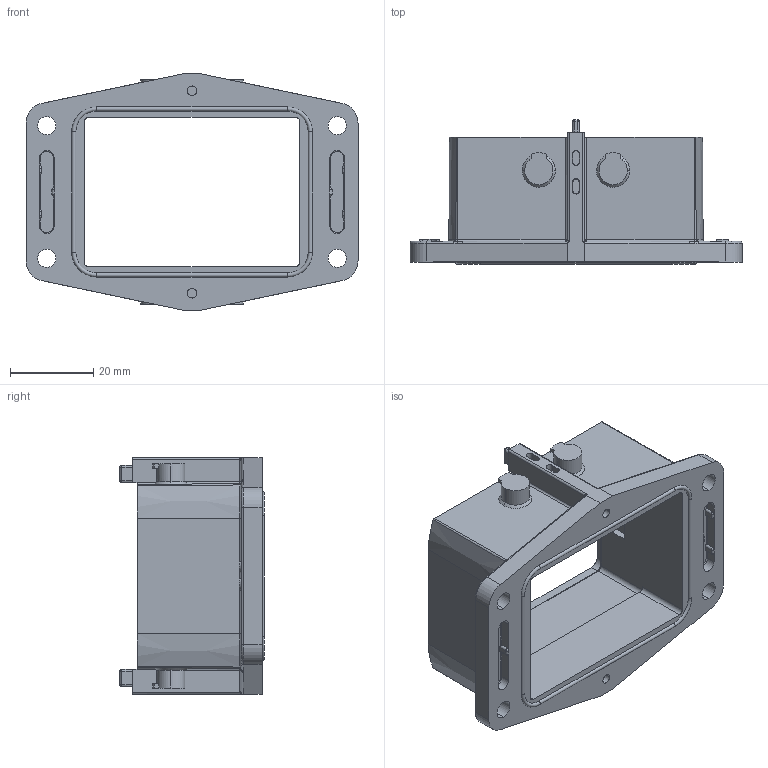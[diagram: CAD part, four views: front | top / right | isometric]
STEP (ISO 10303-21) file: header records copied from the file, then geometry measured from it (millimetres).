
FILE_DESCRIPTION(/* description */ (''),/* implementation_level */ '2;1');
FILE_NAME(/* name */ '3D_1290063371500_HM6B.P-BK-4B_V1.0.stp',/* time_stamp */ '2024-03-19T17:37:47+08:00',/* author */ (''),/* organization */ (''),/* preprocessor_version */ 'ST-DEVELOPER v18.1',/* originating_system */ 'SIEMENS PLM Software NX 1980',/* authorisation */ '');
FILE_SCHEMA (('AUTOMOTIVE_DESIGN { 1 0 10303 214 3 1 1 1 }'));
Length unit declared in the file: millimetre
Products named in the file (1): hm6b_p-bk-4b_stp
Bounding box: 80 x 34.8 x 57 mm (x, y, z)
Volume: 30313.2 mm3; surface area: 18096.3 mm2
Topology: 1 solids, 1 shells, 433 faces, 1092 edges, 674 vertices
Faces by surface type: plane 183, cylinder 152, cone 36, torus 29, sphere 24, bspline 5, revolution 4
Entity records: 13802 total; most frequent: CARTESIAN_POINT 3561, ORIENTED_EDGE 2160, DIRECTION 2081, EDGE_CURVE 1080, AXIS2_PLACEMENT_3D 741, VERTEX_POINT 674, LINE 595, VECTOR 595
